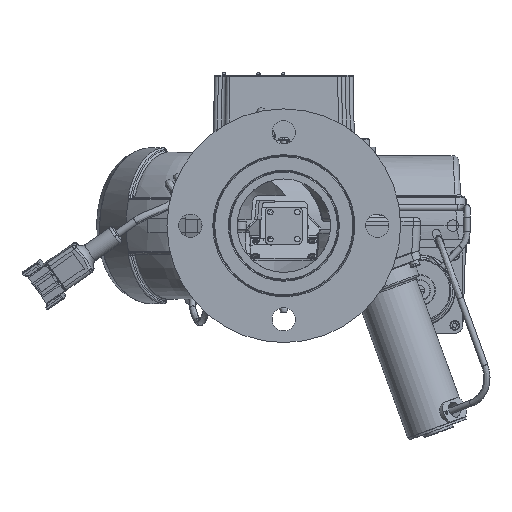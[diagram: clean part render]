
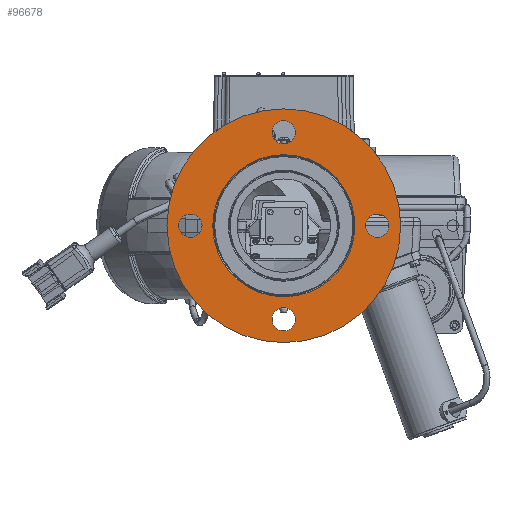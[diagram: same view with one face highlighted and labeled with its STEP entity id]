
A CAD part, front view. The second image highlights one B-rep face of the part: STEP entity #96678.
In plain terms, the highlighted planar face has unit normal (0, -1, 0).
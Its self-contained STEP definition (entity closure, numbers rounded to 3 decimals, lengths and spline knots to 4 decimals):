
#425 = CARTESIAN_POINT ( 'NONE',  ( 3., -6.0145, 0. ) ) ;
#722 = EDGE_LOOP ( 'NONE', ( #19875 ) ) ;
#3452 = CIRCLE ( 'NONE', #22952, 3.75 ) ;
#5505 = CARTESIAN_POINT ( 'NONE',  ( -0.375, -6.0145, -3. ) ) ;
#5553 = EDGE_LOOP ( 'NONE', ( #39907 ) ) ;
#6045 = EDGE_CURVE ( 'NONE', #62064, #62064, #23702, .T. ) ;
#7852 = CARTESIAN_POINT ( 'NONE',  ( 0., -6.0145, 3. ) ) ;
#8575 = EDGE_CURVE ( 'NONE', #116299, #116299, #3452, .T. ) ;
#8577 = CIRCLE ( 'NONE', #49383, 0.375 ) ;
#9545 = CIRCLE ( 'NONE', #116645, 0.375 ) ;
#9551 = DIRECTION ( 'NONE',  ( 0., 1., 0. ) ) ;
#9691 = DIRECTION ( 'NONE',  ( -1., 0., 0. ) ) ;
#19280 = PLANE ( 'NONE',  #68156 ) ;
#19875 = ORIENTED_EDGE ( 'NONE', *, *, #6045, .T. ) ;
#20365 = ORIENTED_EDGE ( 'NONE', *, *, #30090, .T. ) ;
#22857 = EDGE_LOOP ( 'NONE', ( #29328 ) ) ;
#22952 = AXIS2_PLACEMENT_3D ( 'NONE', #28641, #112134, #45139 ) ;
#23702 = CIRCLE ( 'NONE', #25622, 0.375 ) ;
#23853 = CARTESIAN_POINT ( 'NONE',  ( 0., -6.0145, 0. ) ) ;
#24953 = DIRECTION ( 'NONE',  ( -1., 0., 0. ) ) ;
#25622 = AXIS2_PLACEMENT_3D ( 'NONE', #7852, #73041, #52950 ) ;
#26761 = EDGE_LOOP ( 'NONE', ( #120447 ) ) ;
#27977 = VERTEX_POINT ( 'NONE', #109095 ) ;
#28641 = CARTESIAN_POINT ( 'NONE',  ( 0., -6.0145, 0. ) ) ;
#29328 = ORIENTED_EDGE ( 'NONE', *, *, #58854, .T. ) ;
#29971 = ORIENTED_EDGE ( 'NONE', *, *, #117592, .T. ) ;
#30090 = EDGE_CURVE ( 'NONE', #51814, #51814, #30703, .T. ) ;
#30703 = CIRCLE ( 'NONE', #120310, 0.375 ) ;
#31165 = EDGE_LOOP ( 'NONE', ( #29971 ) ) ;
#32217 = CARTESIAN_POINT ( 'NONE',  ( 3.75, -6.0145, 0. ) ) ;
#34086 = CARTESIAN_POINT ( 'NONE',  ( 0., -6.0145, -3. ) ) ;
#36506 = EDGE_CURVE ( 'NONE', #27977, #27977, #8577, .T. ) ;
#39355 = FACE_BOUND ( 'NONE', #31165, .T. ) ;
#39907 = ORIENTED_EDGE ( 'NONE', *, *, #8575, .T. ) ;
#40059 = AXIS2_PLACEMENT_3D ( 'NONE', #23853, #79911, #42727 ) ;
#42727 = DIRECTION ( 'NONE',  ( -1., 0., 0. ) ) ;
#45139 = DIRECTION ( 'NONE',  ( 1., 0., 0. ) ) ;
#47908 = FACE_BOUND ( 'NONE', #118600, .T. ) ;
#48508 = FACE_OUTER_BOUND ( 'NONE', #5553, .T. ) ;
#49383 = AXIS2_PLACEMENT_3D ( 'NONE', #110880, #56002, #9691 ) ;
#49871 = CARTESIAN_POINT ( 'NONE',  ( -2.281, -6.0145, 0. ) ) ;
#51729 = CIRCLE ( 'NONE', #40059, 2.281 ) ;
#51814 = VERTEX_POINT ( 'NONE', #5505 ) ;
#52950 = DIRECTION ( 'NONE',  ( -1., 0., 0. ) ) ;
#56002 = DIRECTION ( 'NONE',  ( 0., 1., 0. ) ) ;
#56442 = CARTESIAN_POINT ( 'NONE',  ( 0., -6.0145, 0. ) ) ;
#58854 = EDGE_CURVE ( 'NONE', #62034, #62034, #51729, .T. ) ;
#60857 = CARTESIAN_POINT ( 'NONE',  ( -0.375, -6.0145, 3. ) ) ;
#62034 = VERTEX_POINT ( 'NONE', #49871 ) ;
#62064 = VERTEX_POINT ( 'NONE', #60857 ) ;
#66196 = FACE_BOUND ( 'NONE', #722, .T. ) ;
#66784 = FACE_BOUND ( 'NONE', #22857, .T. ) ;
#68156 = AXIS2_PLACEMENT_3D ( 'NONE', #56442, #84481, #93651 ) ;
#71272 = DIRECTION ( 'NONE',  ( 0., 1., 0. ) ) ;
#73041 = DIRECTION ( 'NONE',  ( 0., 1., 0. ) ) ;
#79911 = DIRECTION ( 'NONE',  ( 0., 1., 0. ) ) ;
#80023 = CARTESIAN_POINT ( 'NONE',  ( 2.625, -6.0145, 0. ) ) ;
#84481 = DIRECTION ( 'NONE',  ( 0., 1., 0. ) ) ;
#93651 = DIRECTION ( 'NONE',  ( -1., 0., 0. ) ) ;
#96678 = ADVANCED_FACE ( 'NONE', ( #48508, #120454, #47908, #39355, #66196, #66784 ), #19280, .F. ) ;
#100119 = VERTEX_POINT ( 'NONE', #80023 ) ;
#104002 = DIRECTION ( 'NONE',  ( -1., 0., 0. ) ) ;
#109095 = CARTESIAN_POINT ( 'NONE',  ( -3.375, -6.0145, 0. ) ) ;
#110880 = CARTESIAN_POINT ( 'NONE',  ( -3., -6.0145, 0. ) ) ;
#112134 = DIRECTION ( 'NONE',  ( 0., -1., 0. ) ) ;
#116299 = VERTEX_POINT ( 'NONE', #32217 ) ;
#116645 = AXIS2_PLACEMENT_3D ( 'NONE', #425, #9551, #104002 ) ;
#117592 = EDGE_CURVE ( 'NONE', #100119, #100119, #9545, .T. ) ;
#118600 = EDGE_LOOP ( 'NONE', ( #20365 ) ) ;
#120310 = AXIS2_PLACEMENT_3D ( 'NONE', #34086, #71272, #24953 ) ;
#120447 = ORIENTED_EDGE ( 'NONE', *, *, #36506, .T. ) ;
#120454 = FACE_BOUND ( 'NONE', #26761, .T. ) ;
